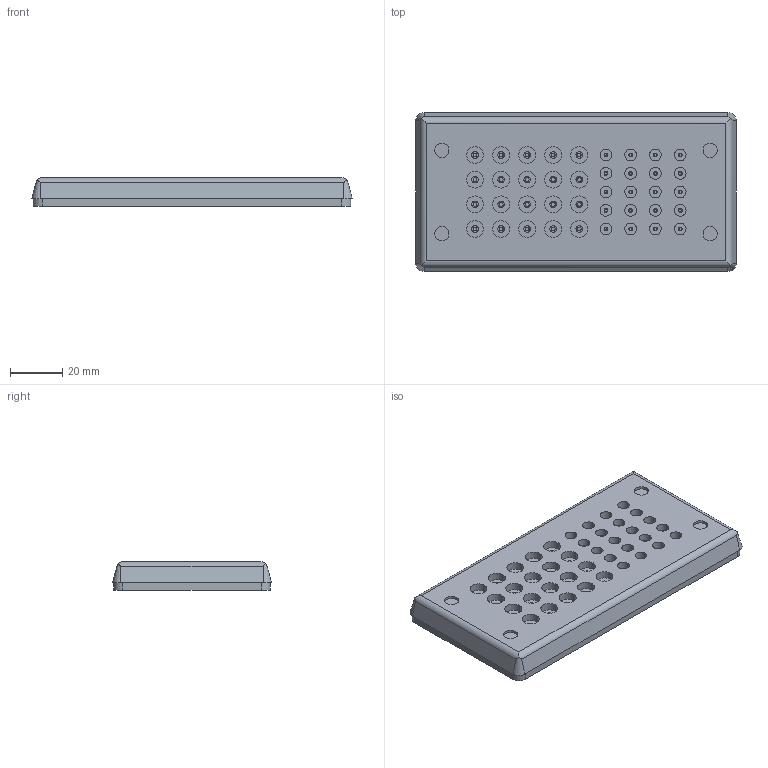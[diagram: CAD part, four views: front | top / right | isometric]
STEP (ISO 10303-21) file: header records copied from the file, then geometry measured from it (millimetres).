
FILE_DESCRIPTION (( 'STEP AP203' ), '1' );
FILE_NAME ('567413.step', '2024-10-14T13:35:59', ( '' ), ( '' ), 'SwSTEP 2.0', 'SolidWorks 2023', '' );
FILE_SCHEMA (( 'CONFIG_CONTROL_DESIGN' ));
Length unit declared in the file: inch
Products named in the file (1): 567413
Bounding box: 123 x 61 x 11 mm (x, y, z)
Volume: 45027.3 mm3; surface area: 24511.8 mm2
Topology: 1 solids, 1 shells, 460 faces, 966 edges, 644 vertices
Faces by surface type: cylinder 294, plane 162, cone 4
Entity records: 12793 total; most frequent: DIRECTION 2460, CARTESIAN_POINT 2219, ORIENTED_EDGE 1932, AXIS2_PLACEMENT_3D 1045, EDGE_CURVE 966, VERTEX_POINT 644, EDGE_LOOP 596, CIRCLE 584
